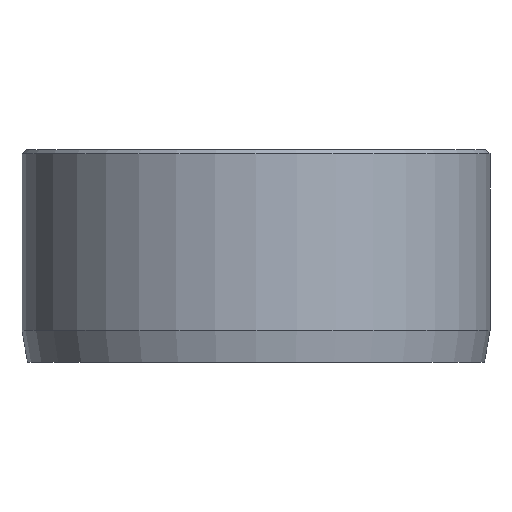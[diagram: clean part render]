
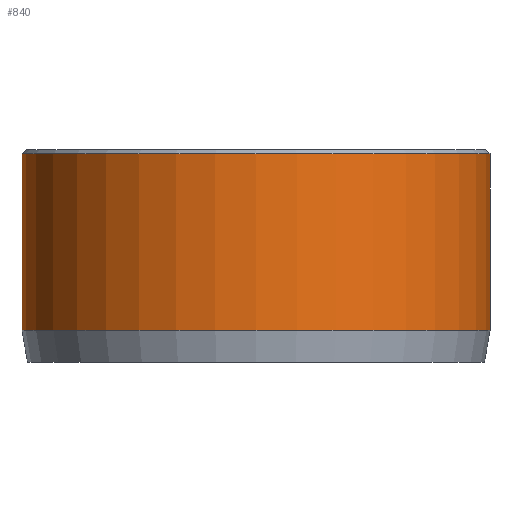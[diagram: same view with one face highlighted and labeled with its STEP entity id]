
A CAD part, front view. The second image highlights one B-rep face of the part: STEP entity #840.
In plain terms, the highlighted cylindrical face has radius 11 mm (diameter 22 mm), a partial arc.
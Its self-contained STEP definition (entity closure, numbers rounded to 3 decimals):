
#5 = ORIENTED_EDGE ( 'NONE', *, *, #975, .F. ) ;
#20 = ORIENTED_EDGE ( 'NONE', *, *, #1168, .T. ) ;
#35 = EDGE_LOOP ( 'NONE', ( #5, #549, #20, #151 ) ) ;
#97 = CIRCLE ( 'NONE', #274, 11. ) ;
#107 = DIRECTION ( 'NONE',  ( -1., 0., 0. ) ) ;
#124 = CARTESIAN_POINT ( 'NONE',  ( -11., 0., 9.8 ) ) ;
#132 = CARTESIAN_POINT ( 'NONE',  ( 11., 0., 9.8 ) ) ;
#140 = EDGE_CURVE ( 'NONE', #1180, #935, #97, .T. ) ;
#151 = ORIENTED_EDGE ( 'NONE', *, *, #140, .T. ) ;
#218 = VECTOR ( 'NONE', #896, 1000. ) ;
#248 = DIRECTION ( 'NONE',  ( 0., 0., -1. ) ) ;
#269 = AXIS2_PLACEMENT_3D ( 'NONE', #404, #1077, #496 ) ;
#274 = AXIS2_PLACEMENT_3D ( 'NONE', #1163, #965, #867 ) ;
#404 = CARTESIAN_POINT ( 'NONE',  ( 0., 0., 9.8 ) ) ;
#417 = CARTESIAN_POINT ( 'NONE',  ( -11., 0., 10. ) ) ;
#469 = CYLINDRICAL_SURFACE ( 'NONE', #608, 11. ) ;
#496 = DIRECTION ( 'NONE',  ( 1., 0., 0. ) ) ;
#549 = ORIENTED_EDGE ( 'NONE', *, *, #1076, .T. ) ;
#608 = AXIS2_PLACEMENT_3D ( 'NONE', #757, #667, #107 ) ;
#641 = VECTOR ( 'NONE', #248, 1000. ) ;
#667 = DIRECTION ( 'NONE',  ( 0., 0., -1. ) ) ;
#757 = CARTESIAN_POINT ( 'NONE',  ( 0., 0., 10. ) ) ;
#805 = CARTESIAN_POINT ( 'NONE',  ( 11., 0., 1.5 ) ) ;
#820 = CARTESIAN_POINT ( 'NONE',  ( 11., 0., 10. ) ) ;
#840 = ADVANCED_FACE ( 'NONE', ( #981 ), #469, .T. ) ;
#867 = DIRECTION ( 'NONE',  ( 1., 0., 0. ) ) ;
#896 = DIRECTION ( 'NONE',  ( 0., 0., -1. ) ) ;
#935 = VERTEX_POINT ( 'NONE', #805 ) ;
#965 = DIRECTION ( 'NONE',  ( 0., 0., 1. ) ) ;
#970 = LINE ( 'NONE', #417, #218 ) ;
#975 = EDGE_CURVE ( 'NONE', #1249, #935, #1084, .T. ) ;
#981 = FACE_OUTER_BOUND ( 'NONE', #35, .T. ) ;
#1060 = CIRCLE ( 'NONE', #269, 11. ) ;
#1076 = EDGE_CURVE ( 'NONE', #1249, #1216, #1060, .T. ) ;
#1077 = DIRECTION ( 'NONE',  ( 0., 0., -1. ) ) ;
#1084 = LINE ( 'NONE', #820, #641 ) ;
#1163 = CARTESIAN_POINT ( 'NONE',  ( 0., 0., 1.5 ) ) ;
#1168 = EDGE_CURVE ( 'NONE', #1216, #1180, #970, .T. ) ;
#1180 = VERTEX_POINT ( 'NONE', #1190 ) ;
#1190 = CARTESIAN_POINT ( 'NONE',  ( -11., 0., 1.5 ) ) ;
#1216 = VERTEX_POINT ( 'NONE', #124 ) ;
#1249 = VERTEX_POINT ( 'NONE', #132 ) ;
